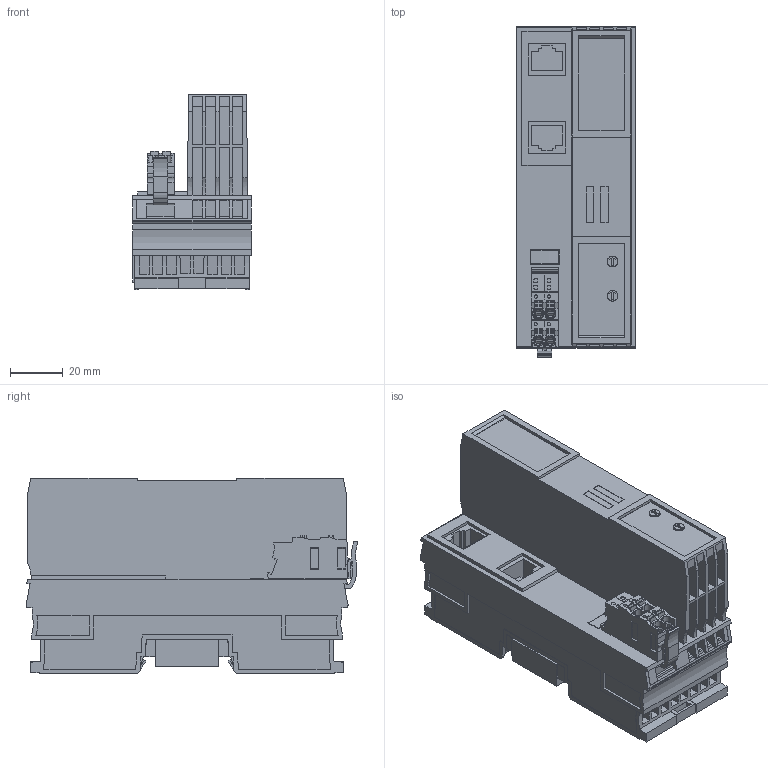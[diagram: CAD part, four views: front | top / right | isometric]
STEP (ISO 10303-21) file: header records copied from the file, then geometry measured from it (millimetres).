
FILE_DESCRIPTION(('Creo Elements/Direct Modeling STEP Export'),'2;1');
FILE_NAME('model.stp','2020-06-11T 9:41:32',(''),(''),'Creo Elements/Direct Modeling STEP processor for AP214 (Solid Model)','Creo Elements/Direct Modeling 20.1A 29-Sep-2018 (C) Parametric Technology GmbH','');
FILE_SCHEMA(('AUTOMOTIVE_DESIGN { 1 0 10303 214 1 1 1 1 }'));
Length unit declared in the file: millimetre
Products named in the file (7): FIBO_COLOR_CODE_WH9010-select; AXL_BE_SCHILD_BK1-select; AXL_BE_SCHILD_BK_EC-select; FIBO_BK_PLUS_GY7042-select; FIBO_PS_SP_TWIN_PWR_BK9005-select; NI_AXL_F_BS_BK-select; AXL_F_BK_...-select
Assembly tree (6 placements, depth 2):
  AXL_F_BK_...-select
    NI_AXL_F_BS_BK-select
    FIBO_PS_SP_TWIN_PWR_BK9005-select
    FIBO_BK_PLUS_GY7042-select
    AXL_BE_SCHILD_BK_EC-select
    AXL_BE_SCHILD_BK1-select
    FIBO_COLOR_CODE_WH9010-select
Bounding box: 45 x 126.17 x 74.25 mm (x, y, z)
Volume: 269981.9 mm3; surface area: 57509.1 mm2
Topology: 6 solids, 6 shells, 1775 faces, 4691 edges, 3107 vertices
Faces by surface type: plane 1621, cylinder 128, cone 24, bspline 2
Entity records: 66660 total; most frequent: CARTESIAN_POINT 9442, ORIENTED_EDGE 9382, DIRECTION 8025, EDGE_CURVE 4691, VECTOR 4229, LINE 4229, VERTEX_POINT 3107, EDGE_LOOP 1958
